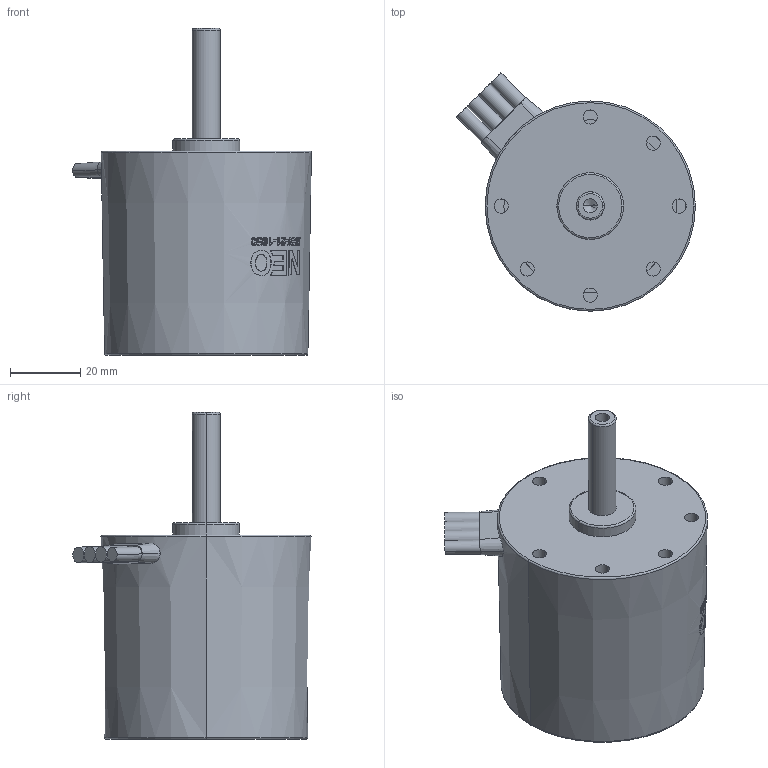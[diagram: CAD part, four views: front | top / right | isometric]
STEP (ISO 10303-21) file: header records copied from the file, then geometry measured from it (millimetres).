
FILE_DESCRIPTION (( 'STEP AP203' ), '1' );
FILE_NAME ('REV-21-1650 V1.1.STEP', '2022-11-14T15:09:31', ( '' ), ( '' ), 'SwSTEP 2.0', 'SolidWorks 2022', '' );
FILE_SCHEMA (( 'CONFIG_CONTROL_DESIGN' ));
Length unit declared in the file: millimetre
Products named in the file (1): REV-21-1650 V1.1
Bounding box: 68.13 x 68.01 x 93.35 mm (x, y, z)
Volume: 117627.8 mm3; surface area: 42044.3 mm2
Topology: 1 solids, 1 shells, 1521 faces, 4231 edges, 2815 vertices
Faces by surface type: bspline 1032, plane 411, cylinder 39, cone 31, torus 8
Entity records: 65142 total; most frequent: CARTESIAN_POINT 33624, ORIENTED_EDGE 8458, EDGE_CURVE 4229, DIRECTION 2991, VERTEX_POINT 2815, B_SPLINE_CURVE_WITH_KNOTS 2322, VECTOR 1799, LINE 1799
